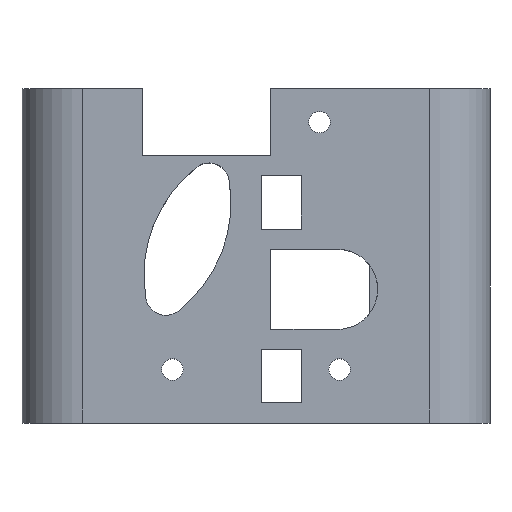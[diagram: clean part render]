
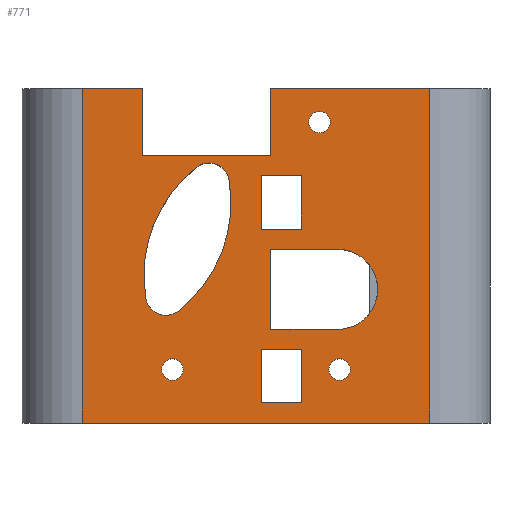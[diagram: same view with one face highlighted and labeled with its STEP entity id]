
A CAD part, top view. The second image highlights one B-rep face of the part: STEP entity #771.
In plain terms, the highlighted planar face has unit normal (0, 0, 1).
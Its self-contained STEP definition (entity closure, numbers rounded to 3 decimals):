
#449 = VERTEX_POINT('',#450);
#450 = CARTESIAN_POINT('',(52.8,-47.,38.));
#456 = EDGE_CURVE('',#449,#457,#459,.T.);
#457 = VERTEX_POINT('',#458);
#458 = CARTESIAN_POINT('',(46.8,-47.,38.));
#459 = LINE('',#460,#461);
#460 = CARTESIAN_POINT('',(62.4,-47.,38.));
#461 = VECTOR('',#462,1.);
#462 = DIRECTION('',(-1.,0.,0.));
#692 = EDGE_CURVE('',#693,#695,#697,.T.);
#693 = VERTEX_POINT('',#694);
#694 = CARTESIAN_POINT('',(20.,0.,38.));
#695 = VERTEX_POINT('',#696);
#696 = CARTESIAN_POINT('',(20.,-50.,38.));
#697 = LINE('',#698,#699);
#698 = CARTESIAN_POINT('',(20.,0.,38.));
#699 = VECTOR('',#700,1.);
#700 = DIRECTION('',(0.,-1.,0.));
#771 = ADVANCED_FACE('',(#772,#829,#840,#865,#900,#911,#945,#956),#1012,
  .F.);
#772 = FACE_BOUND('',#773,.F.);
#773 = EDGE_LOOP('',(#774,#784,#792,#798,#799,#807,#815,#823));
#774 = ORIENTED_EDGE('',*,*,#775,.F.);
#775 = EDGE_CURVE('',#776,#778,#780,.T.);
#776 = VERTEX_POINT('',#777);
#777 = CARTESIAN_POINT('',(72.,0.,38.));
#778 = VERTEX_POINT('',#779);
#779 = CARTESIAN_POINT('',(48.2,0.,38.));
#780 = LINE('',#781,#782);
#781 = CARTESIAN_POINT('',(72.,0.,38.));
#782 = VECTOR('',#783,1.);
#783 = DIRECTION('',(-1.,0.,0.));
#784 = ORIENTED_EDGE('',*,*,#785,.T.);
#785 = EDGE_CURVE('',#776,#786,#788,.T.);
#786 = VERTEX_POINT('',#787);
#787 = CARTESIAN_POINT('',(72.,-50.,38.));
#788 = LINE('',#789,#790);
#789 = CARTESIAN_POINT('',(72.,0.,38.));
#790 = VECTOR('',#791,1.);
#791 = DIRECTION('',(0.,-1.,0.));
#792 = ORIENTED_EDGE('',*,*,#793,.T.);
#793 = EDGE_CURVE('',#786,#695,#794,.T.);
#794 = LINE('',#795,#796);
#795 = CARTESIAN_POINT('',(72.,-50.,38.));
#796 = VECTOR('',#797,1.);
#797 = DIRECTION('',(-1.,0.,0.));
#798 = ORIENTED_EDGE('',*,*,#692,.F.);
#799 = ORIENTED_EDGE('',*,*,#800,.F.);
#800 = EDGE_CURVE('',#801,#693,#803,.T.);
#801 = VERTEX_POINT('',#802);
#802 = CARTESIAN_POINT('',(29.,0.,38.));
#803 = LINE('',#804,#805);
#804 = CARTESIAN_POINT('',(72.,0.,38.));
#805 = VECTOR('',#806,1.);
#806 = DIRECTION('',(-1.,0.,0.));
#807 = ORIENTED_EDGE('',*,*,#808,.F.);
#808 = EDGE_CURVE('',#809,#801,#811,.T.);
#809 = VERTEX_POINT('',#810);
#810 = CARTESIAN_POINT('',(29.,-10.,38.));
#811 = LINE('',#812,#813);
#812 = CARTESIAN_POINT('',(29.,-10.,38.));
#813 = VECTOR('',#814,1.);
#814 = DIRECTION('',(0.,1.,0.));
#815 = ORIENTED_EDGE('',*,*,#816,.T.);
#816 = EDGE_CURVE('',#809,#817,#819,.T.);
#817 = VERTEX_POINT('',#818);
#818 = CARTESIAN_POINT('',(48.2,-10.,38.));
#819 = LINE('',#820,#821);
#820 = CARTESIAN_POINT('',(46.,-10.,38.));
#821 = VECTOR('',#822,1.);
#822 = DIRECTION('',(1.,0.,0.));
#823 = ORIENTED_EDGE('',*,*,#824,.F.);
#824 = EDGE_CURVE('',#778,#817,#825,.T.);
#825 = LINE('',#826,#827);
#826 = CARTESIAN_POINT('',(48.2,0.,38.));
#827 = VECTOR('',#828,1.);
#828 = DIRECTION('',(-0.,-1.,0.));
#829 = FACE_BOUND('',#830,.F.);
#830 = EDGE_LOOP('',(#831));
#831 = ORIENTED_EDGE('',*,*,#832,.T.);
#832 = EDGE_CURVE('',#833,#833,#835,.T.);
#833 = VERTEX_POINT('',#834);
#834 = CARTESIAN_POINT('',(56.9,-42.,38.));
#835 = CIRCLE('',#836,1.6);
#836 = AXIS2_PLACEMENT_3D('',#837,#838,#839);
#837 = CARTESIAN_POINT('',(58.5,-42.,38.));
#838 = DIRECTION('',(0.,0.,1.));
#839 = DIRECTION('',(-1.,0.,0.));
#840 = FACE_BOUND('',#841,.F.);
#841 = EDGE_LOOP('',(#842,#852,#858,#859));
#842 = ORIENTED_EDGE('',*,*,#843,.F.);
#843 = EDGE_CURVE('',#844,#846,#848,.T.);
#844 = VERTEX_POINT('',#845);
#845 = CARTESIAN_POINT('',(46.8,-39.,38.));
#846 = VERTEX_POINT('',#847);
#847 = CARTESIAN_POINT('',(52.8,-39.,38.));
#848 = LINE('',#849,#850);
#849 = CARTESIAN_POINT('',(59.4,-39.,38.));
#850 = VECTOR('',#851,1.);
#851 = DIRECTION('',(1.,0.,0.));
#852 = ORIENTED_EDGE('',*,*,#853,.F.);
#853 = EDGE_CURVE('',#457,#844,#854,.T.);
#854 = LINE('',#855,#856);
#855 = CARTESIAN_POINT('',(46.8,-23.5,38.));
#856 = VECTOR('',#857,1.);
#857 = DIRECTION('',(0.,1.,0.));
#858 = ORIENTED_EDGE('',*,*,#456,.F.);
#859 = ORIENTED_EDGE('',*,*,#860,.F.);
#860 = EDGE_CURVE('',#846,#449,#861,.T.);
#861 = LINE('',#862,#863);
#862 = CARTESIAN_POINT('',(52.8,-19.5,38.));
#863 = VECTOR('',#864,1.);
#864 = DIRECTION('',(0.,-1.,0.));
#865 = FACE_BOUND('',#866,.F.);
#866 = EDGE_LOOP('',(#867,#878,#886,#894));
#867 = ORIENTED_EDGE('',*,*,#868,.F.);
#868 = EDGE_CURVE('',#869,#871,#873,.T.);
#869 = VERTEX_POINT('',#870);
#870 = CARTESIAN_POINT('',(58.2,-24.,38.));
#871 = VERTEX_POINT('',#872);
#872 = CARTESIAN_POINT('',(58.2,-36.,38.));
#873 = CIRCLE('',#874,6.);
#874 = AXIS2_PLACEMENT_3D('',#875,#876,#877);
#875 = CARTESIAN_POINT('',(58.2,-30.,38.));
#876 = DIRECTION('',(0.,0.,-1.));
#877 = DIRECTION('',(1.,0.,0.));
#878 = ORIENTED_EDGE('',*,*,#879,.F.);
#879 = EDGE_CURVE('',#880,#869,#882,.T.);
#880 = VERTEX_POINT('',#881);
#881 = CARTESIAN_POINT('',(48.2,-24.,38.));
#882 = LINE('',#883,#884);
#883 = CARTESIAN_POINT('',(60.1,-24.,38.));
#884 = VECTOR('',#885,1.);
#885 = DIRECTION('',(1.,0.,0.));
#886 = ORIENTED_EDGE('',*,*,#887,.F.);
#887 = EDGE_CURVE('',#888,#880,#890,.T.);
#888 = VERTEX_POINT('',#889);
#889 = CARTESIAN_POINT('',(48.2,-36.,38.));
#890 = LINE('',#891,#892);
#891 = CARTESIAN_POINT('',(48.2,-18.,38.));
#892 = VECTOR('',#893,1.);
#893 = DIRECTION('',(0.,1.,0.));
#894 = ORIENTED_EDGE('',*,*,#895,.F.);
#895 = EDGE_CURVE('',#871,#888,#896,.T.);
#896 = LINE('',#897,#898);
#897 = CARTESIAN_POINT('',(65.1,-36.,38.));
#898 = VECTOR('',#899,1.);
#899 = DIRECTION('',(-1.,0.,0.));
#900 = FACE_BOUND('',#901,.F.);
#901 = EDGE_LOOP('',(#902));
#902 = ORIENTED_EDGE('',*,*,#903,.T.);
#903 = EDGE_CURVE('',#904,#904,#906,.T.);
#904 = VERTEX_POINT('',#905);
#905 = CARTESIAN_POINT('',(31.9,-42.,38.));
#906 = CIRCLE('',#907,1.6);
#907 = AXIS2_PLACEMENT_3D('',#908,#909,#910);
#908 = CARTESIAN_POINT('',(33.5,-42.,38.));
#909 = DIRECTION('',(0.,0.,1.));
#910 = DIRECTION('',(-1.,0.,0.));
#911 = FACE_BOUND('',#912,.F.);
#912 = EDGE_LOOP('',(#913,#923,#931,#939));
#913 = ORIENTED_EDGE('',*,*,#914,.F.);
#914 = EDGE_CURVE('',#915,#917,#919,.T.);
#915 = VERTEX_POINT('',#916);
#916 = CARTESIAN_POINT('',(46.8,-13.,38.));
#917 = VERTEX_POINT('',#918);
#918 = CARTESIAN_POINT('',(52.8,-13.,38.));
#919 = LINE('',#920,#921);
#920 = CARTESIAN_POINT('',(59.4,-13.,38.));
#921 = VECTOR('',#922,1.);
#922 = DIRECTION('',(1.,0.,0.));
#923 = ORIENTED_EDGE('',*,*,#924,.F.);
#924 = EDGE_CURVE('',#925,#915,#927,.T.);
#925 = VERTEX_POINT('',#926);
#926 = CARTESIAN_POINT('',(46.8,-21.,38.));
#927 = LINE('',#928,#929);
#928 = CARTESIAN_POINT('',(46.8,-10.5,38.));
#929 = VECTOR('',#930,1.);
#930 = DIRECTION('',(0.,1.,0.));
#931 = ORIENTED_EDGE('',*,*,#932,.F.);
#932 = EDGE_CURVE('',#933,#925,#935,.T.);
#933 = VERTEX_POINT('',#934);
#934 = CARTESIAN_POINT('',(52.8,-21.,38.));
#935 = LINE('',#936,#937);
#936 = CARTESIAN_POINT('',(62.4,-21.,38.));
#937 = VECTOR('',#938,1.);
#938 = DIRECTION('',(-1.,0.,0.));
#939 = ORIENTED_EDGE('',*,*,#940,.F.);
#940 = EDGE_CURVE('',#917,#933,#941,.T.);
#941 = LINE('',#942,#943);
#942 = CARTESIAN_POINT('',(52.8,-6.5,38.));
#943 = VECTOR('',#944,1.);
#944 = DIRECTION('',(0.,-1.,0.));
#945 = FACE_BOUND('',#946,.F.);
#946 = EDGE_LOOP('',(#947));
#947 = ORIENTED_EDGE('',*,*,#948,.T.);
#948 = EDGE_CURVE('',#949,#949,#951,.T.);
#949 = VERTEX_POINT('',#950);
#950 = CARTESIAN_POINT('',(53.9,-5.,38.));
#951 = CIRCLE('',#952,1.6);
#952 = AXIS2_PLACEMENT_3D('',#953,#954,#955);
#953 = CARTESIAN_POINT('',(55.5,-5.,38.));
#954 = DIRECTION('',(0.,0.,1.));
#955 = DIRECTION('',(-1.,0.,0.));
#956 = FACE_BOUND('',#957,.F.);
#957 = EDGE_LOOP('',(#958,#969,#978,#987,#996,#1005));
#958 = ORIENTED_EDGE('',*,*,#959,.T.);
#959 = EDGE_CURVE('',#960,#962,#964,.T.);
#960 = VERTEX_POINT('',#961);
#961 = CARTESIAN_POINT('',(30.621,-20.514,38.));
#962 = VERTEX_POINT('',#963);
#963 = CARTESIAN_POINT('',(29.544,-31.407,38.));
#964 = CIRCLE('',#965,20.45);
#965 = AXIS2_PLACEMENT_3D('',#966,#967,#968);
#966 = CARTESIAN_POINT('',(49.691,-27.899,38.));
#967 = DIRECTION('',(0.,0.,1.));
#968 = DIRECTION('',(-1.,0.,0.));
#969 = ORIENTED_EDGE('',*,*,#970,.T.);
#970 = EDGE_CURVE('',#962,#971,#973,.T.);
#971 = VERTEX_POINT('',#972);
#972 = CARTESIAN_POINT('',(34.338,-33.264,38.));
#973 = CIRCLE('',#974,3.);
#974 = AXIS2_PLACEMENT_3D('',#975,#976,#977);
#975 = CARTESIAN_POINT('',(32.5,-30.893,38.));
#976 = DIRECTION('',(0.,0.,1.));
#977 = DIRECTION('',(-1.,0.,0.));
#978 = ORIENTED_EDGE('',*,*,#979,.T.);
#979 = EDGE_CURVE('',#971,#980,#982,.T.);
#980 = VERTEX_POINT('',#981);
#981 = CARTESIAN_POINT('',(40.879,-24.486,38.));
#982 = CIRCLE('',#983,20.45);
#983 = AXIS2_PLACEMENT_3D('',#984,#985,#986);
#984 = CARTESIAN_POINT('',(21.809,-17.101,38.));
#985 = DIRECTION('',(0.,0.,1.));
#986 = DIRECTION('',(-1.,0.,0.));
#987 = ORIENTED_EDGE('',*,*,#988,.T.);
#988 = EDGE_CURVE('',#980,#989,#991,.T.);
#989 = VERTEX_POINT('',#990);
#990 = CARTESIAN_POINT('',(41.956,-13.593,38.));
#991 = CIRCLE('',#992,20.45);
#992 = AXIS2_PLACEMENT_3D('',#993,#994,#995);
#993 = CARTESIAN_POINT('',(21.809,-17.101,38.));
#994 = DIRECTION('',(0.,0.,1.));
#995 = DIRECTION('',(-1.,0.,0.));
#996 = ORIENTED_EDGE('',*,*,#997,.T.);
#997 = EDGE_CURVE('',#989,#998,#1000,.T.);
#998 = VERTEX_POINT('',#999);
#999 = CARTESIAN_POINT('',(37.162,-11.736,38.));
#1000 = CIRCLE('',#1001,3.);
#1001 = AXIS2_PLACEMENT_3D('',#1002,#1003,#1004);
#1002 = CARTESIAN_POINT('',(39.,-14.107,38.));
#1003 = DIRECTION('',(0.,0.,1.));
#1004 = DIRECTION('',(-1.,0.,0.));
#1005 = ORIENTED_EDGE('',*,*,#1006,.T.);
#1006 = EDGE_CURVE('',#998,#960,#1007,.T.);
#1007 = CIRCLE('',#1008,20.45);
#1008 = AXIS2_PLACEMENT_3D('',#1009,#1010,#1011);
#1009 = CARTESIAN_POINT('',(49.691,-27.899,38.));
#1010 = DIRECTION('',(0.,0.,1.));
#1011 = DIRECTION('',(-1.,0.,0.));
#1012 = PLANE('',#1013);
#1013 = AXIS2_PLACEMENT_3D('',#1014,#1015,#1016);
#1014 = CARTESIAN_POINT('',(72.,0.,38.));
#1015 = DIRECTION('',(0.,0.,-1.));
#1016 = DIRECTION('',(-1.,0.,0.));
